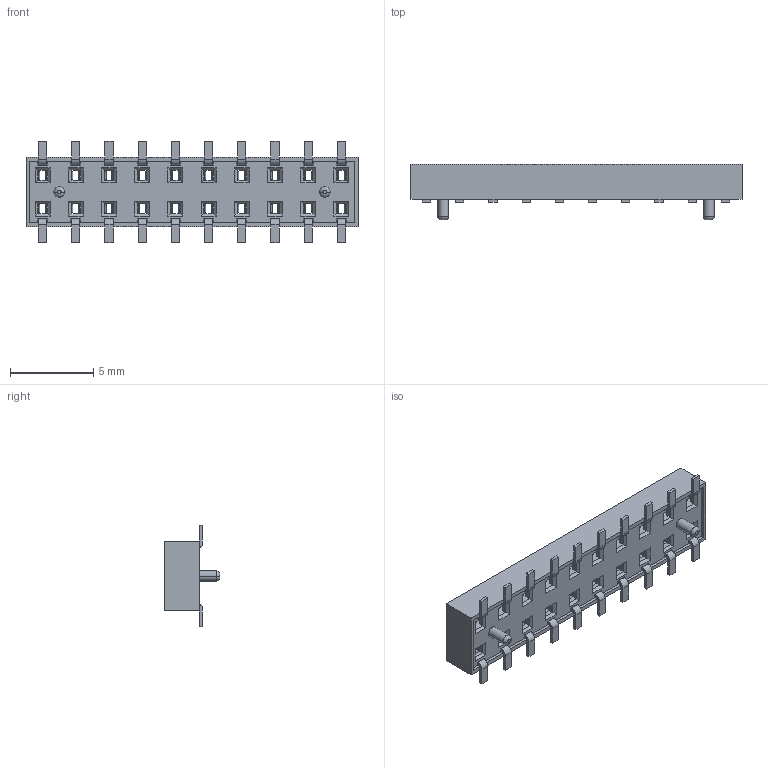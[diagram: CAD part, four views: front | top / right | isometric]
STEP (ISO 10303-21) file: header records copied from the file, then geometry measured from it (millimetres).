
FILE_DESCRIPTION((''),'2;1');
FILE_NAME('M22-6361042_ASM','2013-03-15T',('wbourne'),(''),'PRO/ENGINEER BY PARAMETRIC TECHNOLOGY CORPORATION, 2012230','PRO/ENGINEER BY PARAMETRIC TECHNOLOGY CORPORATION, 2012230','');
FILE_SCHEMA(('CONFIG_CONTROL_DESIGN'));
Length unit declared in the file: millimetre
Products named in the file (3): M22-63610-MOULD; M22-636-CONTACT; M22-6361042_ASM
Assembly tree (21 placements, depth 2):
  M22-6361042_ASM
    M22-63610-MOULD
    M22-636-CONTACT  x20
Bounding box: 20 x 3.35 x 6.1 mm (x, y, z)
Volume: 134.2 mm3; surface area: 695.1 mm2
Topology: 21 solids, 21 shells, 1321 faces, 3644 edges, 2348 vertices
Faces by surface type: plane 1033, cylinder 284, bspline 4
Entity records: 19121 total; most frequent: CARTESIAN_POINT 2695, ORIENTED_EDGE 2576, DIRECTION 2266, PRESENTATION_STYLE_ASSIGNMENT 1329, STYLED_ITEM 1290, CURVE_STYLE 1288, EDGE_CURVE 1288, VECTOR 1244
